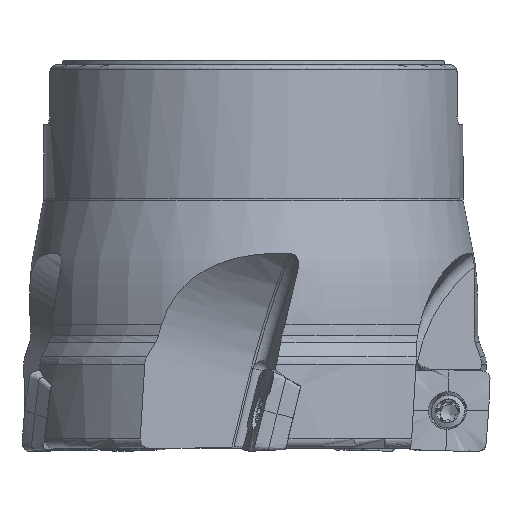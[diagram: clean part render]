
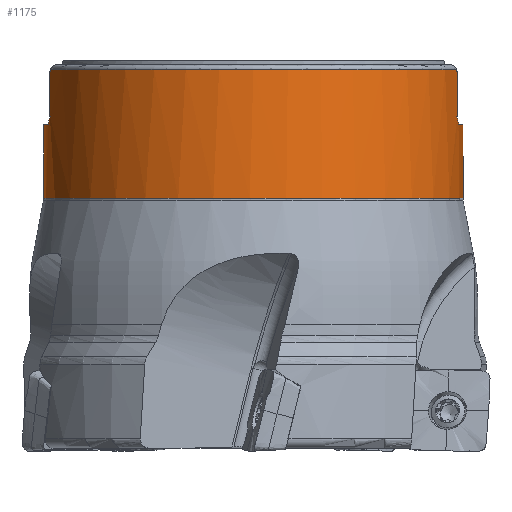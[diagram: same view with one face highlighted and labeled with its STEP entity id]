
A CAD part, left-side view. The second image highlights one B-rep face of the part: STEP entity #1175.
In plain terms, the highlighted cylindrical face has radius 21.5 mm (diameter 43 mm), a full revolution.
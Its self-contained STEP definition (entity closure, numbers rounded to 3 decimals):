
#227=CYLINDRICAL_SURFACE('',#6847,21.5);
#269=FACE_BOUND('',#1932,.T.);
#270=FACE_BOUND('',#1933,.T.);
#544=LINE('',#10453,#787);
#545=LINE('',#10461,#788);
#546=LINE('',#10466,#789);
#547=LINE('',#10474,#790);
#787=VECTOR('',#7705,1.);
#788=VECTOR('',#7712,1.);
#789=VECTOR('',#7717,1.);
#790=VECTOR('',#7724,1.);
#1175=ADVANCED_FACE('CN_SU1',(#269,#270),#227,.T.);
#1932=EDGE_LOOP('',(#3118,#3119,#3120,#3121,#3122,#3123,#3124,#3125,#3126,
#3127,#3128,#3129,#3130,#3131,#3132,#3133));
#1933=EDGE_LOOP('',(#3134));
#2726=CIRCLE('',#6824,21.5);
#2728=CIRCLE('',#6827,21.5);
#2732=CIRCLE('',#6839,21.5);
#2733=CIRCLE('',#6844,21.5);
#2734=CIRCLE('',#6846,21.5);
#3118=ORIENTED_EDGE('',*,*,#5627,.T.);
#3119=ORIENTED_EDGE('',*,*,#5619,.T.);
#3120=ORIENTED_EDGE('',*,*,#5628,.T.);
#3121=ORIENTED_EDGE('',*,*,#5629,.F.);
#3122=ORIENTED_EDGE('',*,*,#5630,.F.);
#3123=ORIENTED_EDGE('',*,*,#5631,.T.);
#3124=ORIENTED_EDGE('',*,*,#5632,.F.);
#3125=ORIENTED_EDGE('',*,*,#5633,.F.);
#3126=ORIENTED_EDGE('',*,*,#5634,.T.);
#3127=ORIENTED_EDGE('',*,*,#5623,.T.);
#3128=ORIENTED_EDGE('',*,*,#5635,.T.);
#3129=ORIENTED_EDGE('',*,*,#5636,.F.);
#3130=ORIENTED_EDGE('',*,*,#5637,.F.);
#3131=ORIENTED_EDGE('',*,*,#5638,.T.);
#3132=ORIENTED_EDGE('',*,*,#5639,.F.);
#3133=ORIENTED_EDGE('',*,*,#5640,.F.);
#3134=ORIENTED_EDGE('',*,*,#5641,.F.);
#4929=VERTEX_POINT('',#10378);
#4931=VERTEX_POINT('',#10397);
#4933=VERTEX_POINT('',#10417);
#4935=VERTEX_POINT('',#10436);
#4939=VERTEX_POINT('',#10450);
#4940=VERTEX_POINT('',#10452);
#4941=VERTEX_POINT('',#10454);
#4942=VERTEX_POINT('',#10456);
#4943=VERTEX_POINT('',#10458);
#4944=VERTEX_POINT('',#10460);
#4945=VERTEX_POINT('',#10462);
#4946=VERTEX_POINT('',#10465);
#4947=VERTEX_POINT('',#10467);
#4948=VERTEX_POINT('',#10469);
#4949=VERTEX_POINT('',#10471);
#4950=VERTEX_POINT('',#10473);
#4951=VERTEX_POINT('',#10476);
#5619=EDGE_CURVE('',#4929,#4931,#2726,.T.);
#5623=EDGE_CURVE('',#4933,#4935,#2728,.T.);
#5627=EDGE_CURVE('',#4939,#4929,#6405,.T.);
#5628=EDGE_CURVE('',#4931,#4940,#6406,.T.);
#5629=EDGE_CURVE('',#4941,#4940,#544,.T.);
#5630=EDGE_CURVE('',#4942,#4941,#6407,.T.);
#5631=EDGE_CURVE('',#4942,#4943,#2732,.T.);
#5632=EDGE_CURVE('',#4944,#4943,#6408,.T.);
#5633=EDGE_CURVE('',#4945,#4944,#545,.T.);
#5634=EDGE_CURVE('',#4945,#4933,#6409,.T.);
#5635=EDGE_CURVE('',#4935,#4946,#6410,.T.);
#5636=EDGE_CURVE('',#4947,#4946,#546,.T.);
#5637=EDGE_CURVE('',#4948,#4947,#6411,.T.);
#5638=EDGE_CURVE('',#4948,#4949,#2733,.T.);
#5639=EDGE_CURVE('',#4950,#4949,#6412,.T.);
#5640=EDGE_CURVE('',#4939,#4950,#547,.T.);
#5641=EDGE_CURVE('',#4951,#4951,#2734,.T.);
#6405=ELLIPSE('',#6836,30.406,21.5);
#6406=ELLIPSE('',#6837,30.406,21.5);
#6407=ELLIPSE('',#6838,30.406,21.5);
#6408=ELLIPSE('',#6840,30.406,21.5);
#6409=ELLIPSE('',#6841,30.406,21.5);
#6410=ELLIPSE('',#6842,30.406,21.5);
#6411=ELLIPSE('',#6843,30.406,21.5);
#6412=ELLIPSE('',#6845,30.406,21.5);
#6824=AXIS2_PLACEMENT_3D('',#10398,#7677,#7678);
#6827=AXIS2_PLACEMENT_3D('',#10437,#7683,#7684);
#6836=AXIS2_PLACEMENT_3D('',#10449,#7701,#7702);
#6837=AXIS2_PLACEMENT_3D('',#10451,#7703,#7704);
#6838=AXIS2_PLACEMENT_3D('',#10455,#7706,#7707);
#6839=AXIS2_PLACEMENT_3D('',#10457,#7708,#7709);
#6840=AXIS2_PLACEMENT_3D('',#10459,#7710,#7711);
#6841=AXIS2_PLACEMENT_3D('',#10463,#7713,#7714);
#6842=AXIS2_PLACEMENT_3D('',#10464,#7715,#7716);
#6843=AXIS2_PLACEMENT_3D('',#10468,#7718,#7719);
#6844=AXIS2_PLACEMENT_3D('',#10470,#7720,#7721);
#6845=AXIS2_PLACEMENT_3D('',#10472,#7722,#7723);
#6846=AXIS2_PLACEMENT_3D('',#10475,#7725,#7726);
#6847=AXIS2_PLACEMENT_3D('',#10477,#7727,#7728);
#7677=DIRECTION('',(0.,0.,-1.));
#7678=DIRECTION('',(-0.156,0.988,0.));
#7683=DIRECTION('',(0.,0.,-1.));
#7684=DIRECTION('',(-0.156,0.988,0.));
#7701=DIRECTION('',(-0.707,0.,-0.707));
#7702=DIRECTION('',(0.707,0.,-0.707));
#7703=DIRECTION('',(-0.707,0.,-0.707));
#7704=DIRECTION('',(0.707,0.,-0.707));
#7705=DIRECTION('',(0.,0.,1.));
#7706=DIRECTION('',(0.707,0.,0.707));
#7707=DIRECTION('',(0.707,0.,-0.707));
#7708=DIRECTION('',(0.,0.,-1.));
#7709=DIRECTION('',(0.156,-0.988,0.));
#7710=DIRECTION('',(-0.707,0.,0.707));
#7711=DIRECTION('',(-0.707,0.,-0.707));
#7712=DIRECTION('',(0.,0.,-1.));
#7713=DIRECTION('',(0.707,0.,-0.707));
#7714=DIRECTION('',(-0.707,0.,-0.707));
#7715=DIRECTION('',(0.707,0.,-0.707));
#7716=DIRECTION('',(-0.707,0.,-0.707));
#7717=DIRECTION('',(0.,0.,1.));
#7718=DIRECTION('',(-0.707,0.,0.707));
#7719=DIRECTION('',(-0.707,0.,-0.707));
#7720=DIRECTION('',(0.,0.,-1.));
#7721=DIRECTION('',(0.156,-0.988,0.));
#7722=DIRECTION('',(0.707,0.,0.707));
#7723=DIRECTION('',(0.707,0.,-0.707));
#7724=DIRECTION('',(0.,0.,-1.));
#7725=DIRECTION('',(0.,0.,-1.));
#7726=DIRECTION('',(-0.156,0.988,0.));
#7727=DIRECTION('',(0.,0.,-1.));
#7728=DIRECTION('',(-0.156,0.988,0.));
#10378=CARTESIAN_POINT('',(-5.428,-20.804,-0.9));
#10397=CARTESIAN_POINT('',(-5.428,20.804,-0.9));
#10398=CARTESIAN_POINT('',(0.,0.,
-0.9));
#10417=CARTESIAN_POINT('',(5.428,20.804,-0.9));
#10436=CARTESIAN_POINT('',(5.428,-20.804,-0.9));
#10437=CARTESIAN_POINT('',(0.,0.,
-0.9));
#10449=CARTESIAN_POINT('',(0.,0.,
-6.327));
#10450=CARTESIAN_POINT('',(-5.227,-20.855,-1.1));
#10451=CARTESIAN_POINT('',(0.,0.,
-6.327));
#10452=CARTESIAN_POINT('',(-5.228,20.855,-1.1));
#10453=CARTESIAN_POINT('',(-5.228,20.855,14.885));
#10454=CARTESIAN_POINT('',(-5.228,20.855,-5.75));
#10455=CARTESIAN_POINT('',(0.,0.,
-10.978));
#10456=CARTESIAN_POINT('',(-4.428,21.039,-6.55));
#10457=CARTESIAN_POINT('',(0.,0.,
-6.55));
#10458=CARTESIAN_POINT('',(4.428,21.039,-6.55));
#10459=CARTESIAN_POINT('',(0.,0.,
-10.978));
#10460=CARTESIAN_POINT('',(5.228,20.855,-5.75));
#10461=CARTESIAN_POINT('',(5.228,20.855,14.885));
#10462=CARTESIAN_POINT('',(5.228,20.855,-1.1));
#10463=CARTESIAN_POINT('',(0.,0.,
-6.328));
#10464=CARTESIAN_POINT('',(0.,0.,
-6.328));
#10465=CARTESIAN_POINT('',(5.228,-20.855,-1.1));
#10466=CARTESIAN_POINT('',(5.228,-20.855,14.885));
#10467=CARTESIAN_POINT('',(5.228,-20.855,-5.75));
#10468=CARTESIAN_POINT('',(0.,0.,
-10.978));
#10469=CARTESIAN_POINT('',(4.428,-21.039,-6.55));
#10470=CARTESIAN_POINT('',(0.,0.,
-6.55));
#10471=CARTESIAN_POINT('',(-4.427,-21.039,-6.55));
#10472=CARTESIAN_POINT('',(0.,0.,
-10.978));
#10473=CARTESIAN_POINT('',(-5.227,-20.855,-5.75));
#10474=CARTESIAN_POINT('',(-5.228,-20.855,14.885));
#10475=CARTESIAN_POINT('',(0.,0.,
-14.1));
#10476=CARTESIAN_POINT('',(-3.362,21.236,-14.1));
#10477=CARTESIAN_POINT('',(0.,0.,
14.885));
